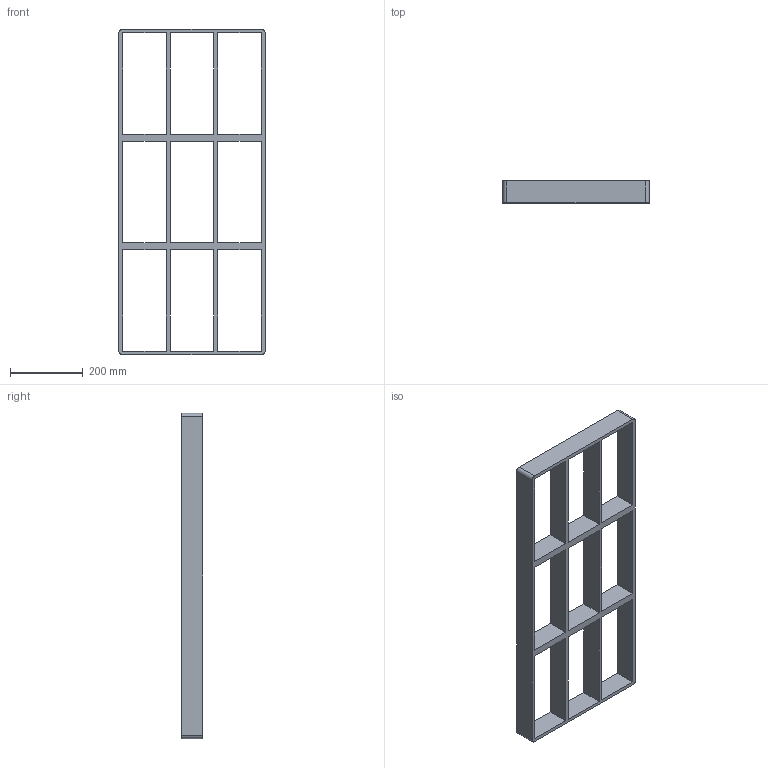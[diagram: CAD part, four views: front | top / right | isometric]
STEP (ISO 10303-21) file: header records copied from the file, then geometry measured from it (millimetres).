
FILE_DESCRIPTION((''),'2;1');
FILE_NAME('S8+8+8X3.stp','2013-06-28T13:59:00',(''),(''),'Autodesk Inventor 2013','Autodesk Inventor 2013','');
FILE_SCHEMA(('AUTOMOTIVE_DESIGN { 1 0 10303 214 1 1 1 1 }'));
Length unit declared in the file: millimetre
Products named in the file (1): roxtec S_SF_G
Bounding box: 401.5 x 60 x 894 mm (x, y, z)
Volume: 3441849.6 mm3; surface area: 699538.2 mm2
Topology: 1 solids, 1 shells, 46 faces, 132 edges, 88 vertices
Faces by surface type: plane 42, cylinder 4
Entity records: 1546 total; most frequent: CARTESIAN_POINT 267, ORIENTED_EDGE 264, DIRECTION 234, EDGE_CURVE 132, VECTOR 124, LINE 124, VERTEX_POINT 88, EDGE_LOOP 64
